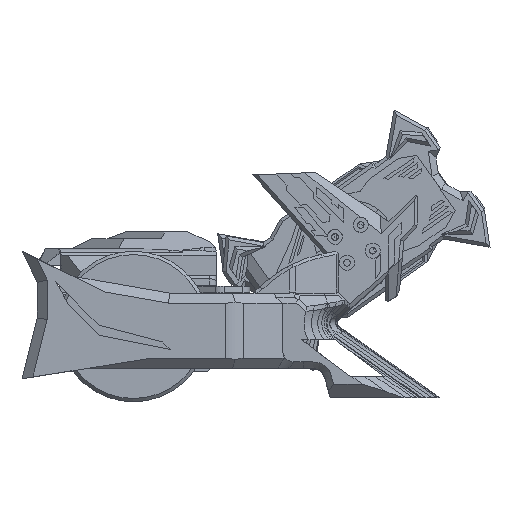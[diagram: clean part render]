
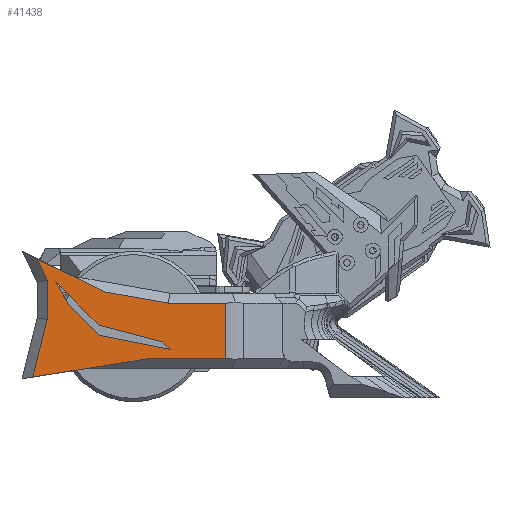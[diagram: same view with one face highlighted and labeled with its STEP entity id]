
A CAD part, left-side view. The second image highlights one B-rep face of the part: STEP entity #41438.
In plain terms, the highlighted planar face has unit normal (-1, 0, 0).
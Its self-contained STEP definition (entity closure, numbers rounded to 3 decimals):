
#2996=FACE_BOUND('',#6635,.T.);
#4244=FACE_OUTER_BOUND('',#6634,.T.);
#6634=EDGE_LOOP('',(#32412,#32413,#32414,#32415,#32416,#32417,#32418,#32419,
#32420));
#6635=EDGE_LOOP('',(#32421,#32422,#32423,#32424,#32425,#32426));
#10584=LINE('',#65012,#15018);
#10588=LINE('',#65020,#15022);
#10591=LINE('',#65026,#15025);
#10594=LINE('',#65032,#15028);
#10597=LINE('',#65038,#15031);
#10600=LINE('',#65043,#15034);
#10666=LINE('',#65382,#15100);
#10670=LINE('',#65394,#15104);
#10673=LINE('',#65400,#15107);
#10674=LINE('',#65402,#15108);
#10675=LINE('',#65404,#15109);
#10676=LINE('',#65406,#15110);
#10677=LINE('',#65408,#15111);
#10678=LINE('',#65410,#15112);
#10679=LINE('',#65411,#15113);
#15018=VECTOR('',#51206,10.);
#15022=VECTOR('',#51212,10.);
#15025=VECTOR('',#51217,10.);
#15028=VECTOR('',#51222,10.);
#15031=VECTOR('',#51227,10.);
#15034=VECTOR('',#51232,10.);
#15100=VECTOR('',#51406,10.);
#15104=VECTOR('',#51418,10.);
#15107=VECTOR('',#51423,10.);
#15108=VECTOR('',#51424,10.);
#15109=VECTOR('',#51425,10.);
#15110=VECTOR('',#51426,10.);
#15111=VECTOR('',#51427,10.);
#15112=VECTOR('',#51428,10.);
#15113=VECTOR('',#51429,10.);
#18660=VERTEX_POINT('',#65010);
#18661=VERTEX_POINT('',#65011);
#18664=VERTEX_POINT('',#65019);
#18666=VERTEX_POINT('',#65025);
#18668=VERTEX_POINT('',#65031);
#18670=VERTEX_POINT('',#65037);
#18754=VERTEX_POINT('',#65379);
#18755=VERTEX_POINT('',#65381);
#18759=VERTEX_POINT('',#65393);
#18761=VERTEX_POINT('',#65399);
#18762=VERTEX_POINT('',#65401);
#18763=VERTEX_POINT('',#65403);
#18764=VERTEX_POINT('',#65405);
#18765=VERTEX_POINT('',#65407);
#18766=VERTEX_POINT('',#65409);
#23500=EDGE_CURVE('',#18660,#18661,#10584,.T.);
#23504=EDGE_CURVE('',#18661,#18664,#10588,.T.);
#23507=EDGE_CURVE('',#18664,#18666,#10591,.T.);
#23510=EDGE_CURVE('',#18666,#18668,#10594,.T.);
#23513=EDGE_CURVE('',#18670,#18660,#10597,.T.);
#23516=EDGE_CURVE('',#18668,#18670,#10600,.T.);
#23626=EDGE_CURVE('',#18754,#18755,#10666,.T.);
#23632=EDGE_CURVE('',#18755,#18759,#10670,.T.);
#23635=EDGE_CURVE('',#18761,#18754,#10673,.T.);
#23636=EDGE_CURVE('',#18762,#18761,#10674,.T.);
#23637=EDGE_CURVE('',#18762,#18763,#10675,.T.);
#23638=EDGE_CURVE('',#18764,#18763,#10676,.T.);
#23639=EDGE_CURVE('',#18765,#18764,#10677,.T.);
#23640=EDGE_CURVE('',#18766,#18765,#10678,.T.);
#23641=EDGE_CURVE('',#18759,#18766,#10679,.T.);
#32412=ORIENTED_EDGE('',*,*,#23626,.F.);
#32413=ORIENTED_EDGE('',*,*,#23635,.F.);
#32414=ORIENTED_EDGE('',*,*,#23636,.F.);
#32415=ORIENTED_EDGE('',*,*,#23637,.T.);
#32416=ORIENTED_EDGE('',*,*,#23638,.F.);
#32417=ORIENTED_EDGE('',*,*,#23639,.F.);
#32418=ORIENTED_EDGE('',*,*,#23640,.F.);
#32419=ORIENTED_EDGE('',*,*,#23641,.F.);
#32420=ORIENTED_EDGE('',*,*,#23632,.F.);
#32421=ORIENTED_EDGE('',*,*,#23510,.T.);
#32422=ORIENTED_EDGE('',*,*,#23516,.T.);
#32423=ORIENTED_EDGE('',*,*,#23513,.T.);
#32424=ORIENTED_EDGE('',*,*,#23500,.T.);
#32425=ORIENTED_EDGE('',*,*,#23504,.T.);
#32426=ORIENTED_EDGE('',*,*,#23507,.T.);
#39772=PLANE('',#43974);
#41438=ADVANCED_FACE('',(#4244,#2996),#39772,.F.);
#43974=AXIS2_PLACEMENT_3D('',#65398,#51421,#51422);
#51206=DIRECTION('',(0.,-0.967,-0.254));
#51212=DIRECTION('',(0.,-0.707,-0.707));
#51217=DIRECTION('',(0.,0.981,0.196));
#51222=DIRECTION('',(0.,0.707,0.707));
#51227=DIRECTION('',(0.,-0.707,-0.707));
#51232=DIRECTION('',(0.,0.497,0.868));
#51406=DIRECTION('',(0.,0.,-1.));
#51418=DIRECTION('',(0.,1.,0.));
#51421=DIRECTION('center_axis',(1.,0.,0.));
#51422=DIRECTION('ref_axis',(0.,-1.,0.));
#51423=DIRECTION('',(0.,-1.,0.));
#51424=DIRECTION('',(0.,-0.985,-0.171));
#51425=DIRECTION('',(0.,0.899,0.439));
#51426=DIRECTION('',(0.,0.441,0.897));
#51427=DIRECTION('',(0.,0.,1.));
#51428=DIRECTION('',(0.,-0.241,0.971));
#51429=DIRECTION('',(0.,0.987,-0.158));
#65010=CARTESIAN_POINT('',(-53.5,10.,9.));
#65011=CARTESIAN_POINT('',(-53.5,-9.,4.));
#65012=CARTESIAN_POINT('',(-53.5,13.287,9.865));
#65019=CARTESIAN_POINT('',(-53.5,-11.245,1.755));
#65020=CARTESIAN_POINT('',(-53.5,0.529,13.529));
#65025=CARTESIAN_POINT('',(-53.5,10.,6.));
#65026=CARTESIAN_POINT('',(-53.5,2.753,4.552));
#65031=CARTESIAN_POINT('',(-53.5,18.977,14.977));
#65032=CARTESIAN_POINT('',(-53.5,14.279,10.279));
#65037=CARTESIAN_POINT('',(-53.5,23.,22.));
#65038=CARTESIAN_POINT('',(-53.5,20.029,19.029));
#65043=CARTESIAN_POINT('',(-53.5,19.208,15.381));
#65379=CARTESIAN_POINT('',(-53.5,-27.826,15.614));
#65381=CARTESIAN_POINT('',(-53.5,-27.826,-0.886));
#65382=CARTESIAN_POINT('',(-53.5,-27.826,12.989));
#65393=CARTESIAN_POINT('',(-53.5,-5.283,-0.886));
#65394=CARTESIAN_POINT('',(-53.5,-17.381,-0.886));
#65398=CARTESIAN_POINT('Origin',(-53.5,14.5,18.614));
#65399=CARTESIAN_POINT('',(-53.5,-10.783,15.614));
#65400=CARTESIAN_POINT('',(-53.5,-28.148,15.614));
#65401=CARTESIAN_POINT('',(-53.5,8.154,18.9));
#65402=CARTESIAN_POINT('',(-53.5,1.869,17.81));
#65403=CARTESIAN_POINT('',(-53.5,28.638,28.903));
#65404=CARTESIAN_POINT('',(-53.5,10.851,20.217));
#65405=CARTESIAN_POINT('',(-53.5,25.5,22.519));
#65406=CARTESIAN_POINT('',(-53.5,24.6,20.687));
#65407=CARTESIAN_POINT('',(-53.5,25.5,10.747));
#65408=CARTESIAN_POINT('',(-53.5,25.5,18.614));
#65409=CARTESIAN_POINT('',(-53.5,29.781,-6.486));
#65410=CARTESIAN_POINT('',(-53.5,24.304,15.561));
#65411=CARTESIAN_POINT('',(-53.5,13.5,-3.886));
